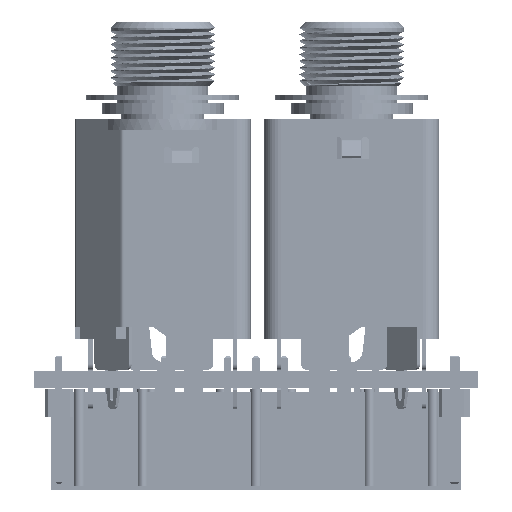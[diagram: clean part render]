
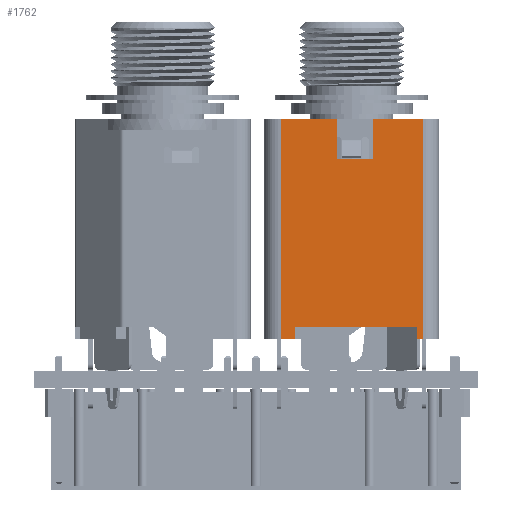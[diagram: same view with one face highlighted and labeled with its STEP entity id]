
A CAD part, left-side view. The second image highlights one B-rep face of the part: STEP entity #1762.
In plain terms, the highlighted face is planar.
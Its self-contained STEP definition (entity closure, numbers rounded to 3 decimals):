
#286 = VERTEX_POINT('',#287);
#287 = CARTESIAN_POINT('',(2.,0.,-1.));
#295 = EDGE_CURVE('',#296,#286,#298,.T.);
#296 = VERTEX_POINT('',#297);
#297 = CARTESIAN_POINT('',(13.,0.,-1.));
#298 = LINE('',#299,#300);
#299 = CARTESIAN_POINT('',(13.,0.,-1.));
#300 = VECTOR('',#301,1.);
#301 = DIRECTION('',(-1.,0.,0.));
#368 = VERTEX_POINT('',#369);
#369 = CARTESIAN_POINT('',(2.,0.,0.));
#375 = EDGE_CURVE('',#368,#286,#376,.T.);
#376 = LINE('',#377,#378);
#377 = CARTESIAN_POINT('',(2.,0.,0.));
#378 = VECTOR('',#379,1.);
#379 = DIRECTION('',(0.,0.,-1.));
#1536 = VERTEX_POINT('',#1537);
#1537 = CARTESIAN_POINT('',(1.5,0.,-19.8));
#1660 = VERTEX_POINT('',#1661);
#1661 = CARTESIAN_POINT('',(14.3,0.,-19.8));
#1668 = EDGE_CURVE('',#1660,#1669,#1671,.T.);
#1669 = VERTEX_POINT('',#1670);
#1670 = CARTESIAN_POINT('',(9.2,0.,-19.8));
#1671 = LINE('',#1672,#1673);
#1672 = CARTESIAN_POINT('',(14.3,0.,-19.8));
#1673 = VECTOR('',#1674,1.);
#1674 = DIRECTION('',(-1.,0.,0.));
#1693 = VERTEX_POINT('',#1694);
#1694 = CARTESIAN_POINT('',(6.,0.,-19.8));
#1700 = EDGE_CURVE('',#1693,#1536,#1701,.T.);
#1701 = LINE('',#1702,#1703);
#1702 = CARTESIAN_POINT('',(6.,0.,-19.8));
#1703 = VECTOR('',#1704,1.);
#1704 = DIRECTION('',(-1.,0.,0.));
#1734 = EDGE_CURVE('',#1735,#1536,#1737,.T.);
#1735 = VERTEX_POINT('',#1736);
#1736 = CARTESIAN_POINT('',(1.5,0.,0.));
#1737 = LINE('',#1738,#1739);
#1738 = CARTESIAN_POINT('',(1.5,0.,0.));
#1739 = VECTOR('',#1740,1.);
#1740 = DIRECTION('',(0.,0.,-1.));
#1762 = ADVANCED_FACE('',(#1763),#1820,.T.);
#1763 = FACE_BOUND('',#1764,.T.);
#1764 = EDGE_LOOP('',(#1765,#1773,#1781,#1787,#1788,#1796,#1804,#1810,
    #1811,#1812,#1818,#1819));
#1765 = ORIENTED_EDGE('',*,*,#1766,.T.);
#1766 = EDGE_CURVE('',#1693,#1767,#1769,.T.);
#1767 = VERTEX_POINT('',#1768);
#1768 = CARTESIAN_POINT('',(6.,0.,-16.2));
#1769 = LINE('',#1770,#1771);
#1770 = CARTESIAN_POINT('',(6.,0.,-19.8));
#1771 = VECTOR('',#1772,1.);
#1772 = DIRECTION('',(0.,0.,1.));
#1773 = ORIENTED_EDGE('',*,*,#1774,.T.);
#1774 = EDGE_CURVE('',#1767,#1775,#1777,.T.);
#1775 = VERTEX_POINT('',#1776);
#1776 = CARTESIAN_POINT('',(9.2,0.,-16.2));
#1777 = LINE('',#1778,#1779);
#1778 = CARTESIAN_POINT('',(6.,0.,-16.2));
#1779 = VECTOR('',#1780,1.);
#1780 = DIRECTION('',(1.,0.,0.));
#1781 = ORIENTED_EDGE('',*,*,#1782,.T.);
#1782 = EDGE_CURVE('',#1775,#1669,#1783,.T.);
#1783 = LINE('',#1784,#1785);
#1784 = CARTESIAN_POINT('',(9.2,0.,-16.2));
#1785 = VECTOR('',#1786,1.);
#1786 = DIRECTION('',(0.,0.,-1.));
#1787 = ORIENTED_EDGE('',*,*,#1668,.F.);
#1788 = ORIENTED_EDGE('',*,*,#1789,.T.);
#1789 = EDGE_CURVE('',#1660,#1790,#1792,.T.);
#1790 = VERTEX_POINT('',#1791);
#1791 = CARTESIAN_POINT('',(14.3,0.,0.));
#1792 = LINE('',#1793,#1794);
#1793 = CARTESIAN_POINT('',(14.3,0.,-19.8));
#1794 = VECTOR('',#1795,1.);
#1795 = DIRECTION('',(0.,0.,1.));
#1796 = ORIENTED_EDGE('',*,*,#1797,.F.);
#1797 = EDGE_CURVE('',#1798,#1790,#1800,.T.);
#1798 = VERTEX_POINT('',#1799);
#1799 = CARTESIAN_POINT('',(13.,0.,0.));
#1800 = LINE('',#1801,#1802);
#1801 = CARTESIAN_POINT('',(13.,0.,0.));
#1802 = VECTOR('',#1803,1.);
#1803 = DIRECTION('',(1.,0.,0.));
#1804 = ORIENTED_EDGE('',*,*,#1805,.F.);
#1805 = EDGE_CURVE('',#296,#1798,#1806,.T.);
#1806 = LINE('',#1807,#1808);
#1807 = CARTESIAN_POINT('',(13.,0.,-1.));
#1808 = VECTOR('',#1809,1.);
#1809 = DIRECTION('',(0.,0.,1.));
#1810 = ORIENTED_EDGE('',*,*,#295,.T.);
#1811 = ORIENTED_EDGE('',*,*,#375,.F.);
#1812 = ORIENTED_EDGE('',*,*,#1813,.F.);
#1813 = EDGE_CURVE('',#1735,#368,#1814,.T.);
#1814 = LINE('',#1815,#1816);
#1815 = CARTESIAN_POINT('',(1.5,0.,0.));
#1816 = VECTOR('',#1817,1.);
#1817 = DIRECTION('',(1.,0.,0.));
#1818 = ORIENTED_EDGE('',*,*,#1734,.T.);
#1819 = ORIENTED_EDGE('',*,*,#1700,.F.);
#1820 = PLANE('',#1821);
#1821 = AXIS2_PLACEMENT_3D('',#1822,#1823,#1824);
#1822 = CARTESIAN_POINT('',(1.244,0.,-20.196));
#1823 = DIRECTION('',(0.,-1.,0.));
#1824 = DIRECTION('',(0.,0.,-1.));
